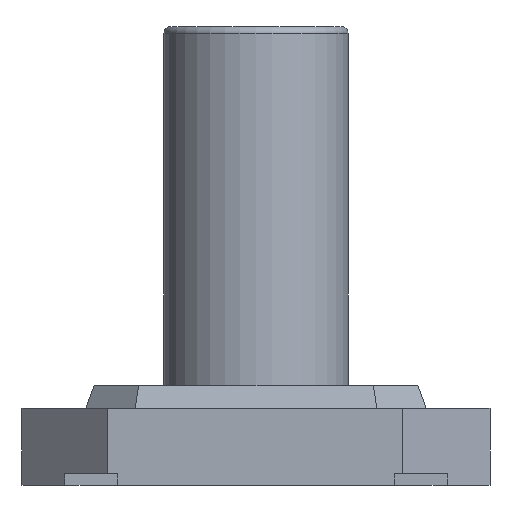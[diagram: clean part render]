
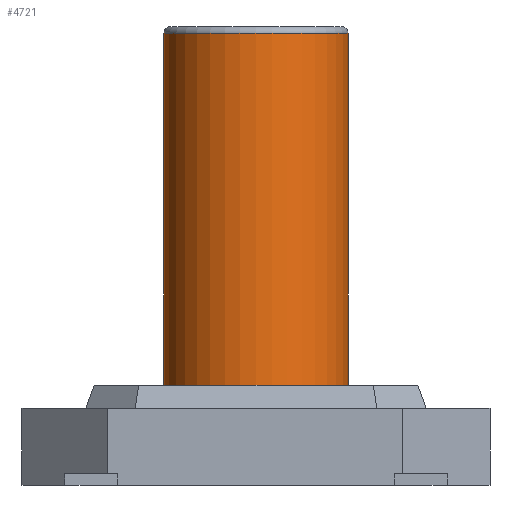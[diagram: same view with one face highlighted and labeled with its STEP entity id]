
A CAD part, left-side view. The second image highlights one B-rep face of the part: STEP entity #4721.
In plain terms, the highlighted cylindrical face has radius 1.003 mm (diameter 2.007 mm), a full revolution.
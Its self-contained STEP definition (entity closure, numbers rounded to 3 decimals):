
#344=CYLINDRICAL_SURFACE('',#4957,1.003);
#345=CIRCLE('',#4956,1.003);
#346=CIRCLE('',#4958,1.003);
#473=ORIENTED_EDGE('',*,*,#1407,.T.);
#474=ORIENTED_EDGE('',*,*,#1406,.F.);
#1406=EDGE_CURVE('',#1877,#1877,#345,.T.);
#1407=EDGE_CURVE('',#1878,#1878,#346,.T.);
#1877=VERTEX_POINT('',#5838);
#1878=VERTEX_POINT('',#5841);
#2621=EDGE_LOOP('',(#473));
#2622=EDGE_LOOP('',(#474));
#2851=FACE_BOUND('',#2621,.T.);
#2852=FACE_BOUND('',#2622,.T.);
#4721=ADVANCED_FACE('',(#2851,#2852),#344,.T.);
#4956=AXIS2_PLACEMENT_3D('',#5837,#5227,#5228);
#4957=AXIS2_PLACEMENT_3D('',#5839,#5229,#5230);
#4958=AXIS2_PLACEMENT_3D('',#5840,#5231,#5232);
#5227=DIRECTION('',(0.,0.,-1.));
#5228=DIRECTION('',(1.,0.,0.));
#5229=DIRECTION('',(0.,0.,-1.));
#5230=DIRECTION('',(-1.,0.,0.));
#5231=DIRECTION('',(0.,0.,-1.));
#5232=DIRECTION('',(-1.,0.,0.));
#5837=CARTESIAN_POINT('',(0.,0.,1.092));
#5838=CARTESIAN_POINT('',(1.003,0.,1.092));
#5839=CARTESIAN_POINT('',(0.,0.,5.));
#5840=CARTESIAN_POINT('',(0.,0.,4.925));
#5841=CARTESIAN_POINT('',(-1.003,0.,4.925));
